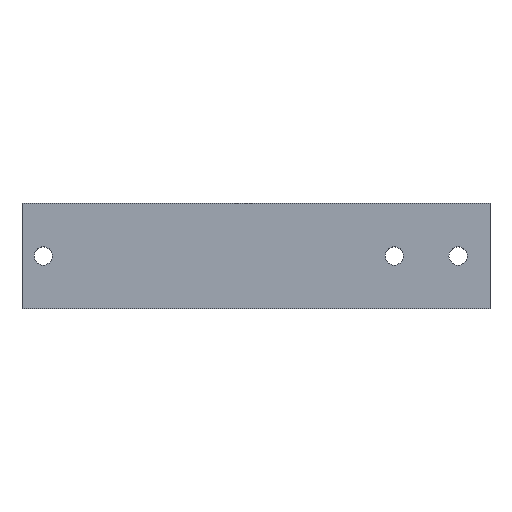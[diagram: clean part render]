
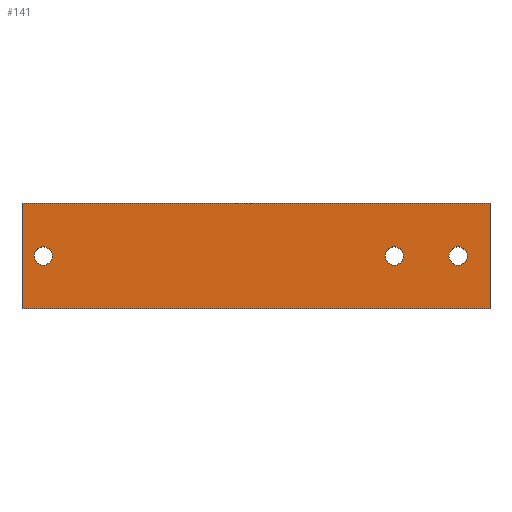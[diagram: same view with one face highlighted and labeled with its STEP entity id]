
A CAD part, top view. The second image highlights one B-rep face of the part: STEP entity #141.
In plain terms, the highlighted planar face has unit normal (0, 0, 1).
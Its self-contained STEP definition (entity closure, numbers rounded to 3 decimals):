
#16 = FACE_OUTER_BOUND ( 'NONE', #110, .T. ) ;
#20 = DIRECTION ( 'NONE',  ( 0., 0., 1. ) ) ;
#21 = ORIENTED_EDGE ( 'NONE', *, *, #501, .T. ) ;
#28 = CARTESIAN_POINT ( 'NONE',  ( 47.5, 0., 6. ) ) ;
#33 = DIRECTION ( 'NONE',  ( 1., 0., 0. ) ) ;
#40 = AXIS2_PLACEMENT_3D ( 'NONE', #482, #20, #468 ) ;
#43 = ORIENTED_EDGE ( 'NONE', *, *, #576, .T. ) ;
#47 = VERTEX_POINT ( 'NONE', #275 ) ;
#48 = CIRCLE ( 'NONE', #471, 2.15 ) ;
#50 = ORIENTED_EDGE ( 'NONE', *, *, #385, .F. ) ;
#62 = FACE_BOUND ( 'NONE', #497, .T. ) ;
#66 = CARTESIAN_POINT ( 'NONE',  ( 30.35, 0., 6. ) ) ;
#67 = DIRECTION ( 'NONE',  ( 1., 0., 0. ) ) ;
#71 = DIRECTION ( 'NONE',  ( 1., 0., 0. ) ) ;
#73 = EDGE_LOOP ( 'NONE', ( #560, #222 ) ) ;
#76 = AXIS2_PLACEMENT_3D ( 'NONE', #585, #333, #541 ) ;
#97 = CARTESIAN_POINT ( 'NONE',  ( -55., 12.425, 6. ) ) ;
#104 = EDGE_CURVE ( 'NONE', #379, #370, #322, .T. ) ;
#109 = EDGE_CURVE ( 'NONE', #409, #47, #359, .T. ) ;
#110 = EDGE_LOOP ( 'NONE', ( #123, #21, #43, #250 ) ) ;
#116 = FACE_BOUND ( 'NONE', #73, .T. ) ;
#123 = ORIENTED_EDGE ( 'NONE', *, *, #365, .T. ) ;
#125 = CARTESIAN_POINT ( 'NONE',  ( -55., -12.425, 6. ) ) ;
#139 = DIRECTION ( 'NONE',  ( 1., 0., 0. ) ) ;
#141 = ADVANCED_FACE ( 'NONE', ( #116, #523, #62, #16 ), #424, .T. ) ;
#143 = CIRCLE ( 'NONE', #297, 2.15 ) ;
#149 = VERTEX_POINT ( 'NONE', #428 ) ;
#154 = DIRECTION ( 'NONE',  ( -1., 0., 0. ) ) ;
#161 = VERTEX_POINT ( 'NONE', #237 ) ;
#167 = DIRECTION ( 'NONE',  ( 0., 1., 0. ) ) ;
#172 = EDGE_CURVE ( 'NONE', #285, #161, #564, .T. ) ;
#173 = VECTOR ( 'NONE', #167, 1000. ) ;
#187 = DIRECTION ( 'NONE',  ( 0., 0., 1. ) ) ;
#197 = CARTESIAN_POINT ( 'NONE',  ( -50., 0., 6. ) ) ;
#201 = CIRCLE ( 'NONE', #446, 2.15 ) ;
#203 = EDGE_CURVE ( 'NONE', #161, #285, #392, .T. ) ;
#205 = CARTESIAN_POINT ( 'NONE',  ( -55., 12.425, 6. ) ) ;
#206 = EDGE_CURVE ( 'NONE', #437, #149, #201, .T. ) ;
#210 = CARTESIAN_POINT ( 'NONE',  ( 47.5, 0., 6. ) ) ;
#222 = ORIENTED_EDGE ( 'NONE', *, *, #603, .F. ) ;
#227 = LINE ( 'NONE', #423, #173 ) ;
#237 = CARTESIAN_POINT ( 'NONE',  ( 34.65, 0., 6. ) ) ;
#247 = CARTESIAN_POINT ( 'NONE',  ( -52.15, 0., 6. ) ) ;
#249 = CARTESIAN_POINT ( 'NONE',  ( -55., 12.425, 6. ) ) ;
#250 = ORIENTED_EDGE ( 'NONE', *, *, #104, .T. ) ;
#256 = ORIENTED_EDGE ( 'NONE', *, *, #172, .F. ) ;
#265 = AXIS2_PLACEMENT_3D ( 'NONE', #626, #577, #67 ) ;
#271 = CARTESIAN_POINT ( 'NONE',  ( 55., 12.425, 6. ) ) ;
#275 = CARTESIAN_POINT ( 'NONE',  ( -47.85, 0., 6. ) ) ;
#285 = VERTEX_POINT ( 'NONE', #66 ) ;
#293 = CARTESIAN_POINT ( 'NONE',  ( 45.35, 0., 6. ) ) ;
#294 = VERTEX_POINT ( 'NONE', #271 ) ;
#297 = AXIS2_PLACEMENT_3D ( 'NONE', #210, #469, #356 ) ;
#308 = EDGE_LOOP ( 'NONE', ( #256, #472 ) ) ;
#322 = LINE ( 'NONE', #125, #506 ) ;
#333 = DIRECTION ( 'NONE',  ( 0., 0., 1. ) ) ;
#351 = VECTOR ( 'NONE', #154, 1000. ) ;
#356 = DIRECTION ( 'NONE',  ( 1., 0., 0. ) ) ;
#359 = CIRCLE ( 'NONE', #40, 2.15 ) ;
#365 = EDGE_CURVE ( 'NONE', #370, #294, #227, .T. ) ;
#370 = VERTEX_POINT ( 'NONE', #371 ) ;
#371 = CARTESIAN_POINT ( 'NONE',  ( 55., -12.425, 6. ) ) ;
#379 = VERTEX_POINT ( 'NONE', #606 ) ;
#385 = EDGE_CURVE ( 'NONE', #47, #409, #48, .T. ) ;
#392 = CIRCLE ( 'NONE', #76, 2.15 ) ;
#401 = VERTEX_POINT ( 'NONE', #249 ) ;
#409 = VERTEX_POINT ( 'NONE', #247 ) ;
#423 = CARTESIAN_POINT ( 'NONE',  ( 55., 12.425, 6. ) ) ;
#424 = PLANE ( 'NONE',  #265 ) ;
#428 = CARTESIAN_POINT ( 'NONE',  ( 49.65, 0., 6. ) ) ;
#435 = DIRECTION ( 'NONE',  ( 0., 0., 1. ) ) ;
#437 = VERTEX_POINT ( 'NONE', #293 ) ;
#439 = CARTESIAN_POINT ( 'NONE',  ( 32.5, 0., 6. ) ) ;
#446 = AXIS2_PLACEMENT_3D ( 'NONE', #28, #435, #139 ) ;
#459 = VECTOR ( 'NONE', #465, 1000. ) ;
#465 = DIRECTION ( 'NONE',  ( 0., -1., 0. ) ) ;
#468 = DIRECTION ( 'NONE',  ( 1., 0., 0. ) ) ;
#469 = DIRECTION ( 'NONE',  ( 0., 0., 1. ) ) ;
#471 = AXIS2_PLACEMENT_3D ( 'NONE', #197, #641, #33 ) ;
#472 = ORIENTED_EDGE ( 'NONE', *, *, #203, .F. ) ;
#482 = CARTESIAN_POINT ( 'NONE',  ( -50., 0., 6. ) ) ;
#497 = EDGE_LOOP ( 'NONE', ( #615, #50 ) ) ;
#501 = EDGE_CURVE ( 'NONE', #294, #401, #652, .T. ) ;
#506 = VECTOR ( 'NONE', #71, 1000. ) ;
#516 = LINE ( 'NONE', #205, #459 ) ;
#523 = FACE_BOUND ( 'NONE', #308, .T. ) ;
#541 = DIRECTION ( 'NONE',  ( 1., 0., 0. ) ) ;
#560 = ORIENTED_EDGE ( 'NONE', *, *, #206, .F. ) ;
#564 = CIRCLE ( 'NONE', #592, 2.15 ) ;
#576 = EDGE_CURVE ( 'NONE', #401, #379, #516, .T. ) ;
#577 = DIRECTION ( 'NONE',  ( 0., 0., 1. ) ) ;
#585 = CARTESIAN_POINT ( 'NONE',  ( 32.5, 0., 6. ) ) ;
#592 = AXIS2_PLACEMENT_3D ( 'NONE', #439, #187, #646 ) ;
#603 = EDGE_CURVE ( 'NONE', #149, #437, #143, .T. ) ;
#606 = CARTESIAN_POINT ( 'NONE',  ( -55., -12.425, 6. ) ) ;
#615 = ORIENTED_EDGE ( 'NONE', *, *, #109, .F. ) ;
#626 = CARTESIAN_POINT ( 'NONE',  ( 0., 0., 6. ) ) ;
#641 = DIRECTION ( 'NONE',  ( 0., 0., 1. ) ) ;
#646 = DIRECTION ( 'NONE',  ( 1., 0., 0. ) ) ;
#652 = LINE ( 'NONE', #97, #351 ) ;
